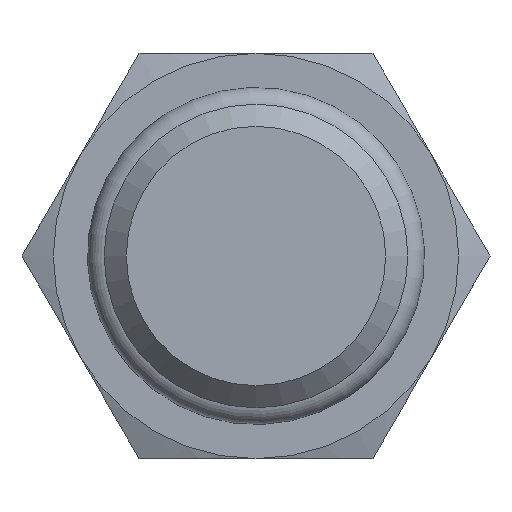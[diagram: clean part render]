
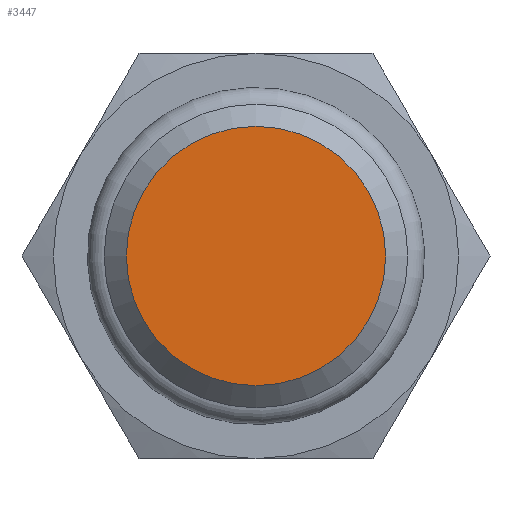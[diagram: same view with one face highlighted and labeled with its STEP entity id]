
A CAD part, left-side view. The second image highlights one B-rep face of the part: STEP entity #3447.
In plain terms, the highlighted planar face has unit normal (-1, 0, 0).
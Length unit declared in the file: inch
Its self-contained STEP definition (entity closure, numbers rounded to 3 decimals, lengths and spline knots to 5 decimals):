
#3424=CARTESIAN_POINT('',(-0.47,0.,0.24));
#3425=VERTEX_POINT('',#3424);
#3426=CARTESIAN_POINT('',(-0.47,0.,0.));
#3427=DIRECTION('',(1.0,0.0,0.0));
#3428=DIRECTION('',(0.0,0.0,-1.0));
#3429=AXIS2_PLACEMENT_3D('',#3426,#3427,#3428);
#3430=CIRCLE('',#3429,0.24);
#3431=EDGE_CURVE('',#3425,#3425,#3430,.T.);
#3439=CARTESIAN_POINT('',(-0.47,0.,0.));
#3440=DIRECTION('',(1.0,0.0,0.0));
#3441=DIRECTION('',(0.0,0.0,-1.0));
#3442=AXIS2_PLACEMENT_3D('',#3439,#3440,#3441);
#3443=PLANE('',#3442);
#3444=ORIENTED_EDGE('',*,*,#3431,.F.);
#3445=EDGE_LOOP('',(#3444));
#3446=FACE_OUTER_BOUND('',#3445,.T.);
#3447=ADVANCED_FACE('',(#3446),#3443,.F.);
